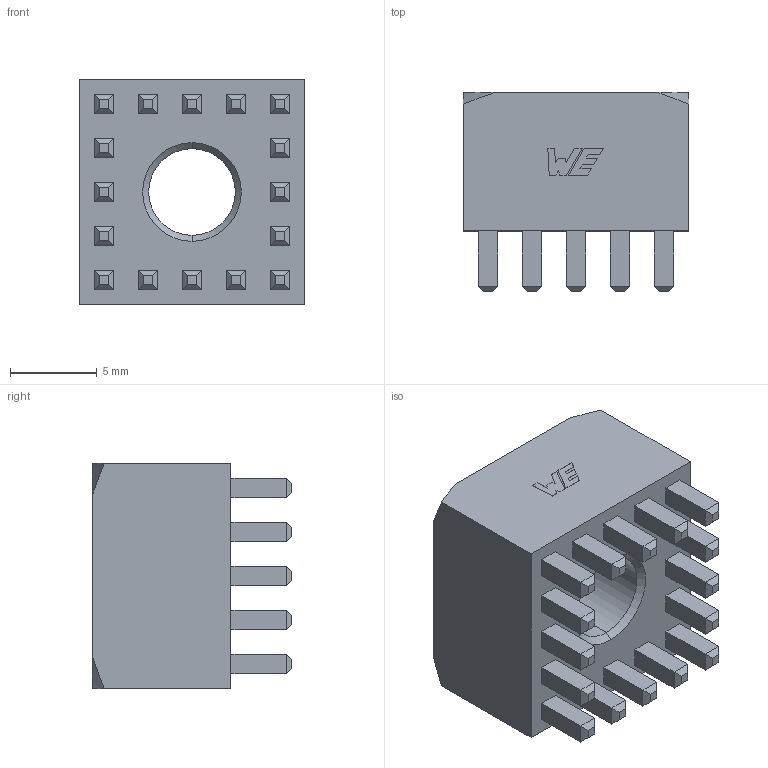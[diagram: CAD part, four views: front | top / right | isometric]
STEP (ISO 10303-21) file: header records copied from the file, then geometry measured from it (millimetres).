
FILE_DESCRIPTION (( 'STEP AP203' ), '1' );
FILE_NAME ('LF991106-A01.STEP', '2021-09-10T08:18:57', ( '' ), ( '' ), 'SwSTEP 2.0', 'SolidWorks 2018', '' );
FILE_SCHEMA (( 'CONFIG_CONTROL_DESIGN' ));
Length unit declared in the file: millimetre
Products named in the file (1): LF991106-A01
Bounding box: 13 x 11.5 x 13 mm (x, y, z)
Volume: 1260.3 mm3; surface area: 1068.5 mm2
Topology: 1 solids, 1 shells, 187 faces, 433 edges, 266 vertices
Faces by surface type: plane 177, cone 8, cylinder 2
Entity records: 5204 total; most frequent: CARTESIAN_POINT 911, ORIENTED_EDGE 866, DIRECTION 813, EDGE_CURVE 433, LINE 413, VECTOR 413, VERTEX_POINT 266, EDGE_LOOP 207
